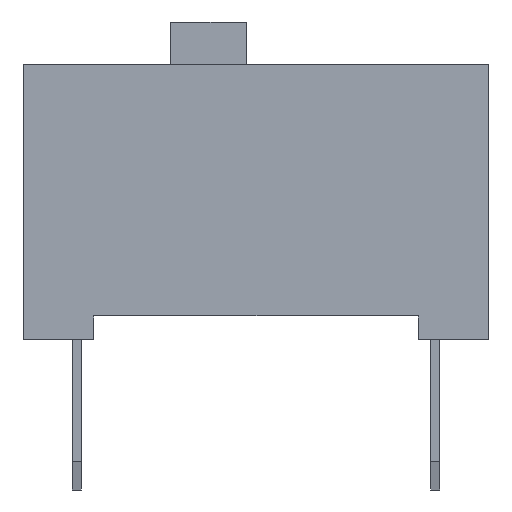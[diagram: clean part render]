
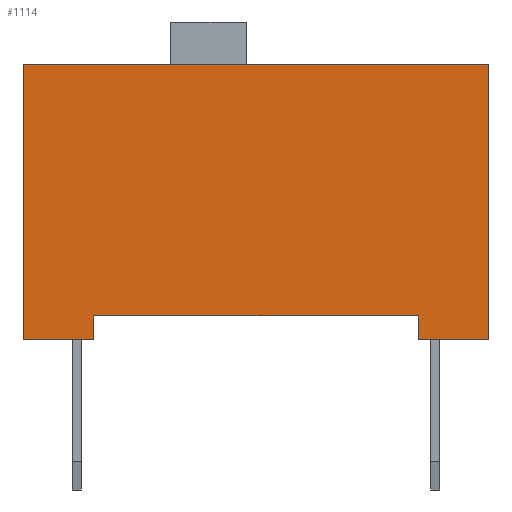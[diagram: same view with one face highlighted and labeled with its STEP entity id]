
A CAD part, left-side view. The second image highlights one B-rep face of the part: STEP entity #1114.
In plain terms, the highlighted planar face has unit normal (-1, 0, 0).
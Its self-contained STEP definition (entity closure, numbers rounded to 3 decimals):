
#159 = VERTEX_POINT('',#160);
#160 = CARTESIAN_POINT('',(-2.4,0.36,0.5));
#166 = EDGE_CURVE('',#167,#159,#169,.T.);
#167 = VERTEX_POINT('',#168);
#168 = CARTESIAN_POINT('',(-2.4,7.26,0.5));
#169 = LINE('',#170,#171);
#170 = CARTESIAN_POINT('',(-2.4,6.285,0.5));
#171 = VECTOR('',#172,1.);
#172 = DIRECTION('',(0.,-1.,0.));
#885 = VERTEX_POINT('',#886);
#886 = CARTESIAN_POINT('',(-2.4,-1.14,0.));
#894 = EDGE_CURVE('',#885,#895,#897,.T.);
#895 = VERTEX_POINT('',#896);
#896 = CARTESIAN_POINT('',(-2.4,-1.14,5.85));
#897 = LINE('',#898,#899);
#898 = CARTESIAN_POINT('',(-2.4,-1.14,0.));
#899 = VECTOR('',#900,1.);
#900 = DIRECTION('',(0.,0.,1.));
#1031 = VERTEX_POINT('',#1032);
#1032 = CARTESIAN_POINT('',(-2.4,8.76,5.85));
#1038 = EDGE_CURVE('',#1039,#1031,#1041,.T.);
#1039 = VERTEX_POINT('',#1040);
#1040 = CARTESIAN_POINT('',(-2.4,8.76,0.));
#1041 = LINE('',#1042,#1043);
#1042 = CARTESIAN_POINT('',(-2.4,8.76,0.));
#1043 = VECTOR('',#1044,1.);
#1044 = DIRECTION('',(0.,0.,1.));
#1095 = VERTEX_POINT('',#1096);
#1096 = CARTESIAN_POINT('',(-2.4,7.26,0.));
#1104 = EDGE_CURVE('',#167,#1095,#1105,.T.);
#1105 = LINE('',#1106,#1107);
#1106 = CARTESIAN_POINT('',(-2.4,7.26,0.));
#1107 = VECTOR('',#1108,1.);
#1108 = DIRECTION('',(0.,0.,-1.));
#1114 = ADVANCED_FACE('',(#1115),#1147,.F.);
#1115 = FACE_BOUND('',#1116,.F.);
#1116 = EDGE_LOOP('',(#1117,#1123,#1124,#1130,#1131,#1139,#1145,#1146));
#1117 = ORIENTED_EDGE('',*,*,#1118,.F.);
#1118 = EDGE_CURVE('',#1039,#1095,#1119,.T.);
#1119 = LINE('',#1120,#1121);
#1120 = CARTESIAN_POINT('',(-2.4,8.76,0.));
#1121 = VECTOR('',#1122,1.);
#1122 = DIRECTION('',(0.,-1.,0.));
#1123 = ORIENTED_EDGE('',*,*,#1038,.T.);
#1124 = ORIENTED_EDGE('',*,*,#1125,.T.);
#1125 = EDGE_CURVE('',#1031,#895,#1126,.T.);
#1126 = LINE('',#1127,#1128);
#1127 = CARTESIAN_POINT('',(-2.4,8.76,5.85));
#1128 = VECTOR('',#1129,1.);
#1129 = DIRECTION('',(0.,-1.,0.));
#1130 = ORIENTED_EDGE('',*,*,#894,.F.);
#1131 = ORIENTED_EDGE('',*,*,#1132,.F.);
#1132 = EDGE_CURVE('',#1133,#885,#1135,.T.);
#1133 = VERTEX_POINT('',#1134);
#1134 = CARTESIAN_POINT('',(-2.4,0.36,0.));
#1135 = LINE('',#1136,#1137);
#1136 = CARTESIAN_POINT('',(-2.4,8.76,0.));
#1137 = VECTOR('',#1138,1.);
#1138 = DIRECTION('',(0.,-1.,0.));
#1139 = ORIENTED_EDGE('',*,*,#1140,.T.);
#1140 = EDGE_CURVE('',#1133,#159,#1141,.T.);
#1141 = LINE('',#1142,#1143);
#1142 = CARTESIAN_POINT('',(-2.4,0.36,0.));
#1143 = VECTOR('',#1144,1.);
#1144 = DIRECTION('',(0.,0.,1.));
#1145 = ORIENTED_EDGE('',*,*,#166,.F.);
#1146 = ORIENTED_EDGE('',*,*,#1104,.T.);
#1147 = PLANE('',#1148);
#1148 = AXIS2_PLACEMENT_3D('',#1149,#1150,#1151);
#1149 = CARTESIAN_POINT('',(-2.4,8.76,0.));
#1150 = DIRECTION('',(1.,0.,0.));
#1151 = DIRECTION('',(0.,-1.,0.));
